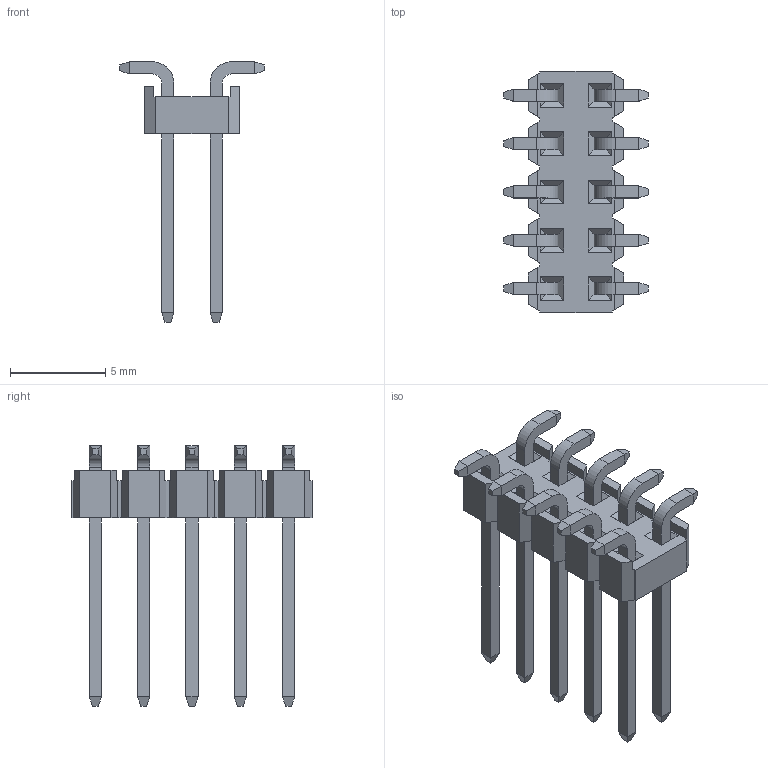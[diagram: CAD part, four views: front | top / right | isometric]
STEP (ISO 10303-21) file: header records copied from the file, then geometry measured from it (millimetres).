
FILE_DESCRIPTION(/* description */ (''),/* implementation_level */ '2;1');
FILE_NAME(/* name */ '9132-16-010-xx.stp',/* time_stamp */ '2018-01-29T08:49:53+01:00',/* author */ ('andreas.larin'),/* organization */ (''),/* preprocessor_version */ 'ST-DEVELOPER v15.6',/* originating_system */ 'Autodesk Inventor 2015',/* authorisation */ '');
FILE_SCHEMA (('AUTOMOTIVE_DESIGN { 1 0 10303 214 3 1 1 }'));
Length unit declared in the file: millimetre
Products named in the file (1): 9132-16-010-xx
Bounding box: 7.6 x 12.7 x 13.7 mm (x, y, z)
Volume: 175.6 mm3; surface area: 574 mm2
Topology: 1 solids, 1 shells, 326 faces, 792 edges, 488 vertices
Faces by surface type: plane 306, cylinder 20
Entity records: 9240 total; most frequent: CARTESIAN_POINT 1607, ORIENTED_EDGE 1584, DIRECTION 1486, EDGE_CURVE 792, LINE 752, VECTOR 752, VERTEX_POINT 488, AXIS2_PLACEMENT_3D 367
